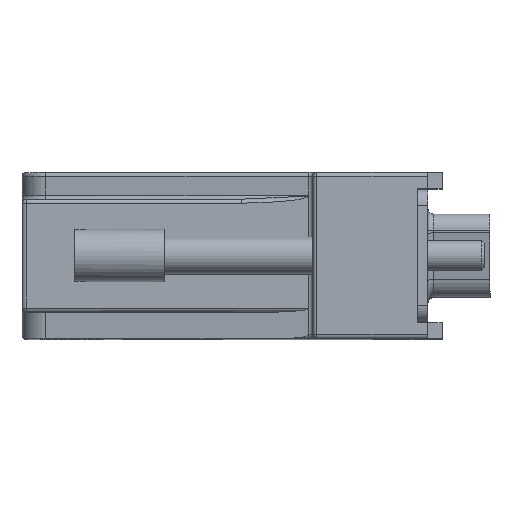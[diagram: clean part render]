
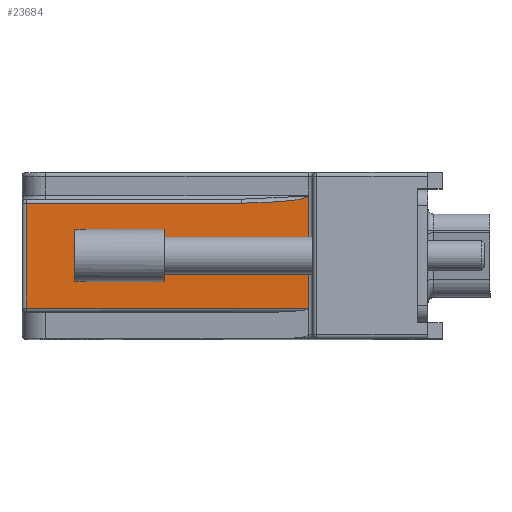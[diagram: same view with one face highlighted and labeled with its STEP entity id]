
A CAD part, top view. The second image highlights one B-rep face of the part: STEP entity #23684.
In plain terms, the highlighted planar face has unit normal (0, 0, 1).
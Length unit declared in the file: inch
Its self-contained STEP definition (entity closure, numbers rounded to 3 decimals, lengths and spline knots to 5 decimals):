
#12535 = CARTESIAN_POINT ( 'NONE',  ( -1.313, 0.196, 0.7675 ) ) ;
#12536 = DIRECTION ( 'NONE',  ( -1., 0., 0. ) ) ;
#12537 = DIRECTION ( 'NONE',  ( 0., 0., -1. ) ) ;
#12538 = CARTESIAN_POINT ( 'NONE',  ( -1.328, 0.311, 0.7675 ) ) ;
#12539 = AXIS2_PLACEMENT_3D ( 'NONE', #12538, #12537, #12536 ) ;
#12540 = PLANE ( 'NONE',  #12539 ) ;
#12541 = FACE_OUTER_BOUND ( 'NONE', #23685, .T. ) ;
#12645 = CARTESIAN_POINT ( 'NONE',  ( -0.257, 0.22346, 0.7675 ) ) ;
#12646 =( BOUNDED_CURVE ( )  B_SPLINE_CURVE ( 3, ( #12645, #12701, #12700, #12699 ),
 .UNSPECIFIED., .F., .T. ) 
 B_SPLINE_CURVE_WITH_KNOTS ( ( 4, 4 ),
 ( 3.2262, 4.71239 ),
 .UNSPECIFIED. ) 
 CURVE ( )  GEOMETRIC_REPRESENTATION_ITEM ( )  RATIONAL_B_SPLINE_CURVE ( ( 1., 0.824, 0.824, 1. ) ) 
 REPRESENTATION_ITEM ( '' )  );
#12647 = LINE ( 'NONE', #12698, #12697 ) ;
#12648 = CARTESIAN_POINT ( 'NONE',  ( -0.50734, 0.196, 0.7675 ) ) ;
#12649 = DIRECTION ( 'NONE',  ( 0., 1., 0. ) ) ;
#12650 = VECTOR ( 'NONE', #12649, 39.37008 ) ;
#12651 = CARTESIAN_POINT ( 'NONE',  ( -0.257, 0.311, 0.7675 ) ) ;
#12652 = LINE ( 'NONE', #12651, #12650 ) ;
#12685 = CARTESIAN_POINT ( 'NONE',  ( -0.257, 0.22346, 0.7675 ) ) ;
#12686 = CARTESIAN_POINT ( 'NONE',  ( -0.257, -0.196, 0.7675 ) ) ;
#12687 = DIRECTION ( 'NONE',  ( 1., 0., 0. ) ) ;
#12688 = VECTOR ( 'NONE', #12687, 39.37008 ) ;
#12689 = CARTESIAN_POINT ( 'NONE',  ( -0.257, -0.196, 0.7675 ) ) ;
#12690 = LINE ( 'NONE', #12689, #12688 ) ;
#12691 = CARTESIAN_POINT ( 'NONE',  ( -1.313, -0.196, 0.7675 ) ) ;
#12692 = DIRECTION ( 'NONE',  ( 0., -1., 0. ) ) ;
#12693 = VECTOR ( 'NONE', #12692, 39.37008 ) ;
#12694 = CARTESIAN_POINT ( 'NONE',  ( -1.313, 0.311, 0.7675 ) ) ;
#12695 = LINE ( 'NONE', #12694, #12693 ) ;
#12696 = DIRECTION ( 'NONE',  ( -1., 0., 0. ) ) ;
#12697 = VECTOR ( 'NONE', #12696, 39.37008 ) ;
#12698 = CARTESIAN_POINT ( 'NONE',  ( -1.313, 0.196, 0.7675 ) ) ;
#12699 = CARTESIAN_POINT ( 'NONE',  ( -0.50734, 0.196, 0.7675 ) ) ;
#12700 = CARTESIAN_POINT ( 'NONE',  ( -0.36986, 0.196, 0.7675 ) ) ;
#12701 = CARTESIAN_POINT ( 'NONE',  ( -0.26862, 0.20711, 0.7675 ) ) ;
#23684 = ADVANCED_FACE ( 'NONE', ( #12541 ), #12540, .F. ) ;
#23685 = EDGE_LOOP ( 'NONE', ( #23763, #23766, #23755, #23757, #23760 ) ) ;
#23686 = VERTEX_POINT ( 'NONE', #12535 ) ;
#23755 = ORIENTED_EDGE ( 'NONE', *, *, #23756, .T. ) ;
#23756 = EDGE_CURVE ( 'NONE', #23768, #23769, #12652, .T. ) ;
#23757 = ORIENTED_EDGE ( 'NONE', *, *, #23758, .T. ) ;
#23758 = EDGE_CURVE ( 'NONE', #23769, #23759, #12646, .T. ) ;
#23759 = VERTEX_POINT ( 'NONE', #12648 ) ;
#23760 = ORIENTED_EDGE ( 'NONE', *, *, #23761, .T. ) ;
#23761 = EDGE_CURVE ( 'NONE', #23759, #23686, #12647, .T. ) ;
#23763 = ORIENTED_EDGE ( 'NONE', *, *, #23764, .T. ) ;
#23764 = EDGE_CURVE ( 'NONE', #23686, #23765, #12695, .T. ) ;
#23765 = VERTEX_POINT ( 'NONE', #12691 ) ;
#23766 = ORIENTED_EDGE ( 'NONE', *, *, #23767, .T. ) ;
#23767 = EDGE_CURVE ( 'NONE', #23765, #23768, #12690, .T. ) ;
#23768 = VERTEX_POINT ( 'NONE', #12686 ) ;
#23769 = VERTEX_POINT ( 'NONE', #12685 ) ;
